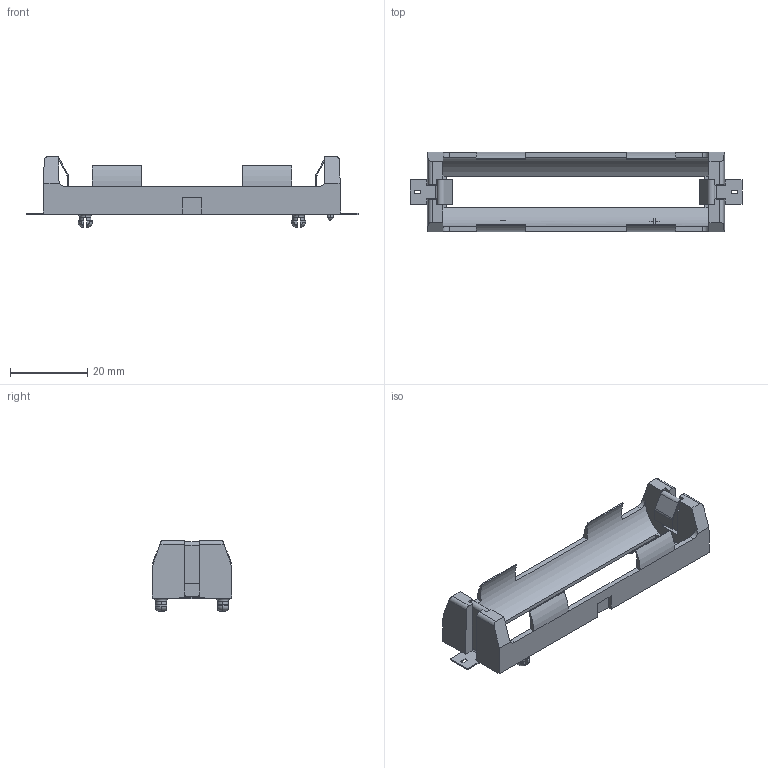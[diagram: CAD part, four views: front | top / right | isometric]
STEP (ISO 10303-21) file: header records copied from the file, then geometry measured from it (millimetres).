
FILE_DESCRIPTION(('FreeCAD Model'),'2;1');
FILE_NAME('Keystone_1042_1x18650.step', '2017-08-16T15:24:08',('kicad StepUp'),('ksu MCAD'), 'Open CASCADE STEP processor 6.8','FreeCAD','Unknown');
FILE_SCHEMA(('AUTOMOTIVE_DESIGN_CC2 { 1 2 10303 214 -1 1 5 4 }'));
Length unit declared in the file: millimetre
Products named in the file (1): Keystone_1042_1x18650
Bounding box: 86 x 20.65 x 18.29 mm (x, y, z)
Surface area: 6277.3 mm2 (no closed solid volume)
Topology: 0 solids, 5 shells, 635 faces, 1929 edges, 1282 vertices
Faces by surface type: plane 460, bspline 123, cylinder 39, revolution 8, torus 4, sphere 1
Entity records: 33092 total; most frequent: CARTESIAN_POINT 12359, ORIENTED_EDGE 3532, DIRECTION 2789, EDGE_CURVE 1928, LINE 1515, VECTOR 1515, VERTEX_POINT 1282, FACE_BOUND 693
